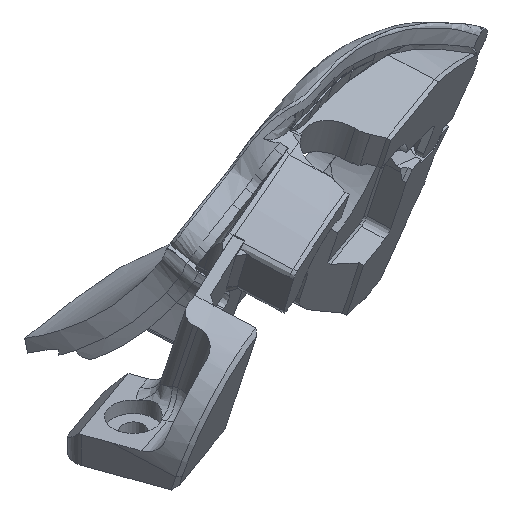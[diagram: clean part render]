
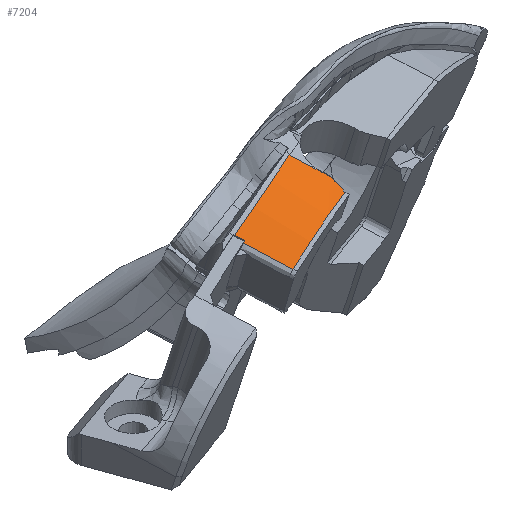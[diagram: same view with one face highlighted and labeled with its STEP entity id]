
A CAD part, isometric view. The second image highlights one B-rep face of the part: STEP entity #7204.
In plain terms, the highlighted free-form (B-spline) face has degree [3, 1] with [8, 2] control points.
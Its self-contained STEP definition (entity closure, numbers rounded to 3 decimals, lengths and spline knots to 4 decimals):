
#220=B_SPLINE_SURFACE_WITH_KNOTS('',3,1,((#39675,#39676),(#39677,#39678),
(#39679,#39680),(#39681,#39682),(#39683,#39684),(#39685,#39686),(#39687,
#39688),(#39689,#39690)),.UNSPECIFIED.,.F.,.F.,.F.,(4,2,2,4),(2,2),(-33.1108,
-32.9166,-25.6429,-18.3693),(0.,7.0214),
 .UNSPECIFIED.);
#826=FACE_OUTER_BOUND('',#1203,.T.);
#1203=EDGE_LOOP('',(#6465,#6466,#6467,#6468,#6469,#6470,#6471,#6472));
#1591=LINE('',#39566,#1966);
#1966=VECTOR('',#8384,0.3937);
#2181=B_SPLINE_CURVE_WITH_KNOTS('',3,(#18899,#18900,#18901,#18902,#18903,
#18904),.UNSPECIFIED.,.F.,.F.,(4,2,4),(19.4326,25.6429,
32.42),.UNSPECIFIED.);
#2260=B_SPLINE_CURVE_WITH_KNOTS('',3,(#21030,#21031,#21032,#21033),
 .UNSPECIFIED.,.F.,.F.,(4,4),(-0.0265,0.),.UNSPECIFIED.);
#2413=B_SPLINE_CURVE_WITH_KNOTS('',3,(#31966,#31967,#31968,#31969),
 .UNSPECIFIED.,.F.,.F.,(4,4),(-0.2577,-0.116),
 .UNSPECIFIED.);
#2418=B_SPLINE_CURVE_WITH_KNOTS('',3,(#32012,#32013,#32014,#32015),
 .UNSPECIFIED.,.F.,.F.,(4,4),(0.,0.69),
 .UNSPECIFIED.);
#2419=B_SPLINE_CURVE_WITH_KNOTS('',3,(#32257,#32258,#32259,#32260,#32261,
#32262),.UNSPECIFIED.,.F.,.F.,(4,2,4),(-32.1549,-25.6429,
-18.3693),.UNSPECIFIED.);
#2515=B_SPLINE_CURVE_WITH_KNOTS('',3,(#37521,#37522,#37523,#37524),
 .UNSPECIFIED.,.F.,.F.,(4,4),(-1.3787,-1.3001),
 .UNSPECIFIED.);
#2581=B_SPLINE_CURVE_WITH_KNOTS('',3,(#39691,#39692,#39693,#39694),
 .UNSPECIFIED.,.F.,.F.,(4,4),(-0.6689,-0.4926),
 .UNSPECIFIED.);
#2928=VERTEX_POINT('',#18873);
#2931=VERTEX_POINT('',#18898);
#3056=VERTEX_POINT('',#21021);
#3057=VERTEX_POINT('',#21029);
#3194=VERTEX_POINT('',#31965);
#3196=VERTEX_POINT('',#32256);
#3293=VERTEX_POINT('',#37519);
#3294=VERTEX_POINT('',#37520);
#3771=EDGE_CURVE('',#2931,#2928,#2181,.T.);
#3962=EDGE_CURVE('',#3057,#3056,#2260,.T.);
#4192=EDGE_CURVE('',#3194,#3057,#2413,.T.);
#4200=EDGE_CURVE('',#2928,#3056,#2418,.T.);
#4201=EDGE_CURVE('',#3194,#3196,#2419,.T.);
#4342=EDGE_CURVE('',#3293,#3294,#2515,.T.);
#4422=EDGE_CURVE('',#3293,#3196,#1591,.T.);
#4428=EDGE_CURVE('',#3294,#2931,#2581,.T.);
#6465=ORIENTED_EDGE('',*,*,#3962,.T.);
#6466=ORIENTED_EDGE('',*,*,#4200,.F.);
#6467=ORIENTED_EDGE('',*,*,#3771,.F.);
#6468=ORIENTED_EDGE('',*,*,#4428,.F.);
#6469=ORIENTED_EDGE('',*,*,#4342,.F.);
#6470=ORIENTED_EDGE('',*,*,#4422,.T.);
#6471=ORIENTED_EDGE('',*,*,#4201,.F.);
#6472=ORIENTED_EDGE('',*,*,#4192,.T.);
#7204=ADVANCED_FACE('',(#826),#220,.T.);
#8384=DIRECTION('',(-0.323,0.907,0.272));
#18873=CARTESIAN_POINT('',(-0.3303,0.3388,1.7432));
#18898=CARTESIAN_POINT('',(0.1405,0.4601,1.8977));
#18899=CARTESIAN_POINT('Ctrl Pts',(0.1405,0.4601,
1.8977));
#18900=CARTESIAN_POINT('Ctrl Pts',(0.0634,0.4365,
1.8848));
#18901=CARTESIAN_POINT('Ctrl Pts',(-0.0133,0.4147,
1.8665));
#18902=CARTESIAN_POINT('Ctrl Pts',(-0.1712,0.3736,
1.816));
#18903=CARTESIAN_POINT('Ctrl Pts',(-0.252,0.3549,
1.7825));
#18904=CARTESIAN_POINT('Ctrl Pts',(-0.3303,0.3388,
1.7432));
#21021=CARTESIAN_POINT('',(-0.418,0.5851,1.8171));
#21029=CARTESIAN_POINT('',(-0.4088,0.587,1.8217));
#21030=CARTESIAN_POINT('Ctrl Pts',(-0.4088,0.587,
1.8217));
#21031=CARTESIAN_POINT('Ctrl Pts',(-0.4118,0.5863,
1.8202));
#21032=CARTESIAN_POINT('Ctrl Pts',(-0.4149,0.5857,
1.8186));
#21033=CARTESIAN_POINT('Ctrl Pts',(-0.418,0.5851,
1.8171));
#31965=CARTESIAN_POINT('',(-0.4268,0.6376,1.8369));
#31966=CARTESIAN_POINT('Ctrl Pts',(-0.4268,0.6376,
1.8369));
#31967=CARTESIAN_POINT('Ctrl Pts',(-0.4208,0.6207,
1.8318));
#31968=CARTESIAN_POINT('Ctrl Pts',(-0.4148,0.6038,1.8267));
#31969=CARTESIAN_POINT('Ctrl Pts',(-0.4088,0.587,
1.8217));
#32012=CARTESIAN_POINT('Ctrl Pts',(-0.3303,0.3388,
1.7432));
#32013=CARTESIAN_POINT('Ctrl Pts',(-0.3595,0.4209,
1.7678));
#32014=CARTESIAN_POINT('Ctrl Pts',(-0.3888,0.503,
1.7925));
#32015=CARTESIAN_POINT('Ctrl Pts',(-0.418,0.5851,
1.8171));
#32256=CARTESIAN_POINT('',(0.0748,0.7683,1.9926));
#32257=CARTESIAN_POINT('Ctrl Pts',(-0.4268,0.6376,
1.8369));
#32258=CARTESIAN_POINT('Ctrl Pts',(-0.3503,0.6502,
1.8733));
#32259=CARTESIAN_POINT('Ctrl Pts',(-0.272,0.6665,
1.9046));
#32260=CARTESIAN_POINT('Ctrl Pts',(-0.1045,0.7105,
1.9583));
#32261=CARTESIAN_POINT('Ctrl Pts',(-0.015,0.7384,
1.9793));
#32262=CARTESIAN_POINT('Ctrl Pts',(0.0748,0.7683,
1.9926));
#37519=CARTESIAN_POINT('',(0.1473,0.5647,1.9315));
#37520=CARTESIAN_POINT('',(0.1476,0.5354,1.9223));
#37521=CARTESIAN_POINT('Ctrl Pts',(0.1473,0.5647,
1.9315));
#37522=CARTESIAN_POINT('Ctrl Pts',(0.1484,0.5549,1.9285));
#37523=CARTESIAN_POINT('Ctrl Pts',(0.1485,0.5451,
1.9254));
#37524=CARTESIAN_POINT('Ctrl Pts',(0.1476,0.5354,
1.9223));
#39566=CARTESIAN_POINT('',(0.1802,0.4723,1.9038));
#39675=CARTESIAN_POINT('Ctrl Pts',(-0.3542,0.334,
1.731));
#39676=CARTESIAN_POINT('Ctrl Pts',(-1.2464,2.84,2.4829));
#39677=CARTESIAN_POINT('Ctrl Pts',(-0.3519,0.3344,
1.7322));
#39678=CARTESIAN_POINT('Ctrl Pts',(-1.2441,2.8405,2.484));
#39679=CARTESIAN_POINT('Ctrl Pts',(-0.3497,0.3348,
1.7333));
#39680=CARTESIAN_POINT('Ctrl Pts',(-1.2419,2.8409,2.4852));
#39681=CARTESIAN_POINT('Ctrl Pts',(-0.2638,0.3521,
1.7776));
#39682=CARTESIAN_POINT('Ctrl Pts',(-1.156,2.8582,2.5294));
#39683=CARTESIAN_POINT('Ctrl Pts',(-0.1773,0.372,
1.814));
#39684=CARTESIAN_POINT('Ctrl Pts',(-1.0695,2.8781,2.5659));
#39685=CARTESIAN_POINT('Ctrl Pts',(-0.0004,0.418,
1.8706));
#39686=CARTESIAN_POINT('Ctrl Pts',(-0.8926,2.9241,
2.6224));
#39687=CARTESIAN_POINT('Ctrl Pts',(0.0898,0.444,
1.891));
#39688=CARTESIAN_POINT('Ctrl Pts',(-0.8024,2.9501,
2.6428));
#39689=CARTESIAN_POINT('Ctrl Pts',(0.1802,0.4723,
1.9038));
#39690=CARTESIAN_POINT('Ctrl Pts',(-0.712,2.9784,
2.6557));
#39691=CARTESIAN_POINT('Ctrl Pts',(0.1476,0.5354,
1.9223));
#39692=CARTESIAN_POINT('Ctrl Pts',(0.1451,0.5083,
1.9136));
#39693=CARTESIAN_POINT('Ctrl Pts',(0.1428,0.4835,1.9054));
#39694=CARTESIAN_POINT('Ctrl Pts',(0.1405,0.4601,
1.8977));
